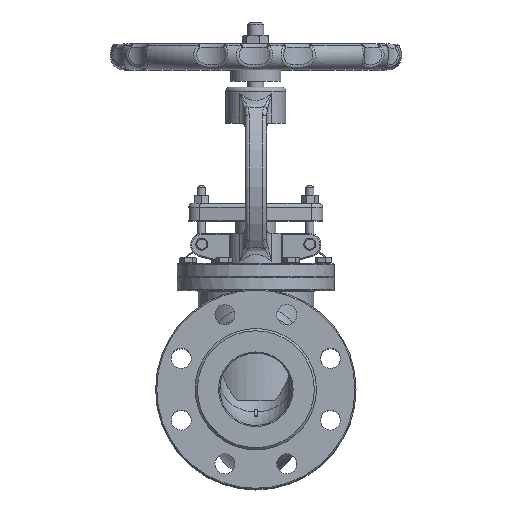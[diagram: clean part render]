
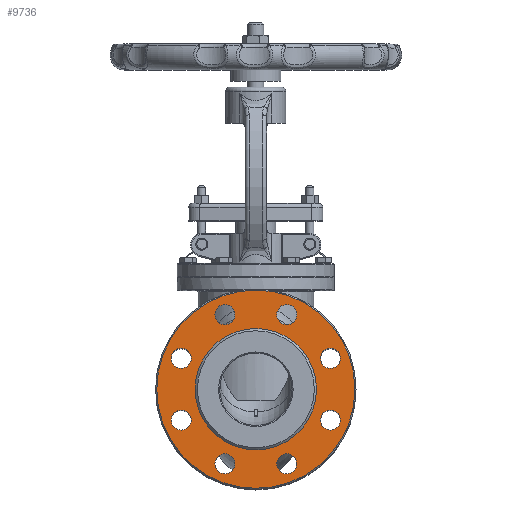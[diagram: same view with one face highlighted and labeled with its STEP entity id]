
A CAD part, top view. The second image highlights one B-rep face of the part: STEP entity #9736.
In plain terms, the highlighted planar face has unit normal (0, 0, 1).
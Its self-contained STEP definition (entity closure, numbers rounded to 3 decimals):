
#720=FACE_BOUND('',#2666,.T.);
#721=FACE_BOUND('',#2667,.T.);
#722=FACE_BOUND('',#2668,.T.);
#723=FACE_BOUND('',#2669,.T.);
#724=FACE_BOUND('',#2670,.T.);
#725=FACE_BOUND('',#2671,.T.);
#726=FACE_BOUND('',#2672,.T.);
#727=FACE_BOUND('',#2673,.T.);
#728=FACE_BOUND('',#2674,.T.);
#843=PLANE('',#10597);
#2009=FACE_OUTER_BOUND('',#2665,.T.);
#2665=EDGE_LOOP('',(#6953));
#2666=EDGE_LOOP('',(#6954));
#2667=EDGE_LOOP('',(#6955));
#2668=EDGE_LOOP('',(#6956));
#2669=EDGE_LOOP('',(#6957));
#2670=EDGE_LOOP('',(#6958));
#2671=EDGE_LOOP('',(#6959));
#2672=EDGE_LOOP('',(#6960));
#2673=EDGE_LOOP('',(#6961));
#2674=EDGE_LOOP('',(#6962));
#3318=CIRCLE('',#10596,89.);
#3319=CIRCLE('',#10598,54.5);
#3320=CIRCLE('',#10599,9.);
#3321=CIRCLE('',#10600,9.);
#3322=CIRCLE('',#10601,9.);
#3323=CIRCLE('',#10602,9.);
#3324=CIRCLE('',#10603,9.);
#3325=CIRCLE('',#10604,9.);
#3326=CIRCLE('',#10605,9.);
#3327=CIRCLE('',#10606,9.);
#4109=VERTEX_POINT('',#19235);
#4110=VERTEX_POINT('',#19239);
#4111=VERTEX_POINT('',#19241);
#4112=VERTEX_POINT('',#19243);
#4113=VERTEX_POINT('',#19245);
#4114=VERTEX_POINT('',#19247);
#4115=VERTEX_POINT('',#19249);
#4116=VERTEX_POINT('',#19251);
#4117=VERTEX_POINT('',#19253);
#4118=VERTEX_POINT('',#19255);
#5117=EDGE_CURVE('',#4109,#4109,#3318,.T.);
#5119=EDGE_CURVE('',#4110,#4110,#3319,.T.);
#5120=EDGE_CURVE('',#4111,#4111,#3320,.T.);
#5121=EDGE_CURVE('',#4112,#4112,#3321,.T.);
#5122=EDGE_CURVE('',#4113,#4113,#3322,.T.);
#5123=EDGE_CURVE('',#4114,#4114,#3323,.T.);
#5124=EDGE_CURVE('',#4115,#4115,#3324,.T.);
#5125=EDGE_CURVE('',#4116,#4116,#3325,.T.);
#5126=EDGE_CURVE('',#4117,#4117,#3326,.T.);
#5127=EDGE_CURVE('',#4118,#4118,#3327,.T.);
#6953=ORIENTED_EDGE('',*,*,#5117,.F.);
#6954=ORIENTED_EDGE('',*,*,#5119,.F.);
#6955=ORIENTED_EDGE('',*,*,#5120,.T.);
#6956=ORIENTED_EDGE('',*,*,#5121,.T.);
#6957=ORIENTED_EDGE('',*,*,#5122,.T.);
#6958=ORIENTED_EDGE('',*,*,#5123,.T.);
#6959=ORIENTED_EDGE('',*,*,#5124,.T.);
#6960=ORIENTED_EDGE('',*,*,#5125,.T.);
#6961=ORIENTED_EDGE('',*,*,#5126,.T.);
#6962=ORIENTED_EDGE('',*,*,#5127,.T.);
#9736=ADVANCED_FACE('',(#2009,#720,#721,#722,#723,#724,#725,#726,#727,#728),
#843,.T.);
#10596=AXIS2_PLACEMENT_3D('',#19236,#12180,#12181);
#10597=AXIS2_PLACEMENT_3D('',#19238,#12183,#12184);
#10598=AXIS2_PLACEMENT_3D('',#19240,#12185,#12186);
#10599=AXIS2_PLACEMENT_3D('',#19242,#12187,#12188);
#10600=AXIS2_PLACEMENT_3D('',#19244,#12189,#12190);
#10601=AXIS2_PLACEMENT_3D('',#19246,#12191,#12192);
#10602=AXIS2_PLACEMENT_3D('',#19248,#12193,#12194);
#10603=AXIS2_PLACEMENT_3D('',#19250,#12195,#12196);
#10604=AXIS2_PLACEMENT_3D('',#19252,#12197,#12198);
#10605=AXIS2_PLACEMENT_3D('',#19254,#12199,#12200);
#10606=AXIS2_PLACEMENT_3D('',#19256,#12201,#12202);
#12180=DIRECTION('center_axis',(0.,0.,-1.));
#12181=DIRECTION('ref_axis',(-1.,0.,0.));
#12183=DIRECTION('center_axis',(0.,0.,1.));
#12184=DIRECTION('ref_axis',(1.,0.,0.));
#12185=DIRECTION('center_axis',(0.,0.,1.));
#12186=DIRECTION('ref_axis',(-1.,0.,0.));
#12187=DIRECTION('center_axis',(0.,0.,-1.));
#12188=DIRECTION('ref_axis',(-1.,0.,0.));
#12189=DIRECTION('center_axis',(0.,0.,-1.));
#12190=DIRECTION('ref_axis',(-1.,0.,0.));
#12191=DIRECTION('center_axis',(0.,0.,-1.));
#12192=DIRECTION('ref_axis',(-1.,0.,0.));
#12193=DIRECTION('center_axis',(0.,0.,-1.));
#12194=DIRECTION('ref_axis',(-1.,0.,0.));
#12195=DIRECTION('center_axis',(0.,0.,-1.));
#12196=DIRECTION('ref_axis',(-1.,0.,0.));
#12197=DIRECTION('center_axis',(0.,0.,-1.));
#12198=DIRECTION('ref_axis',(-1.,0.,0.));
#12199=DIRECTION('center_axis',(0.,0.,-1.));
#12200=DIRECTION('ref_axis',(-1.,0.,0.));
#12201=DIRECTION('center_axis',(0.,0.,-1.));
#12202=DIRECTION('ref_axis',(-1.,0.,0.));
#19235=CARTESIAN_POINT('',(89.,0.,22.));
#19236=CARTESIAN_POINT('Origin',(0.,0.,22.));
#19238=CARTESIAN_POINT('Origin',(0.,0.,22.));
#19239=CARTESIAN_POINT('',(54.5,0.,22.));
#19240=CARTESIAN_POINT('Origin',(0.,0.,22.));
#19241=CARTESIAN_POINT('',(75.981,-27.745,22.));
#19242=CARTESIAN_POINT('Origin',(66.981,-27.745,22.));
#19243=CARTESIAN_POINT('',(75.981,27.745,22.));
#19244=CARTESIAN_POINT('Origin',(66.981,27.745,22.));
#19245=CARTESIAN_POINT('',(36.745,66.981,22.));
#19246=CARTESIAN_POINT('Origin',(27.745,66.981,22.));
#19247=CARTESIAN_POINT('',(-18.745,66.981,22.));
#19248=CARTESIAN_POINT('Origin',(-27.745,66.981,22.));
#19249=CARTESIAN_POINT('',(-57.981,27.745,22.));
#19250=CARTESIAN_POINT('Origin',(-66.981,27.745,22.));
#19251=CARTESIAN_POINT('',(-57.981,-27.745,22.));
#19252=CARTESIAN_POINT('Origin',(-66.981,-27.745,22.));
#19253=CARTESIAN_POINT('',(-18.745,-66.981,22.));
#19254=CARTESIAN_POINT('Origin',(-27.745,-66.981,22.));
#19255=CARTESIAN_POINT('',(36.745,-66.981,22.));
#19256=CARTESIAN_POINT('Origin',(27.745,-66.981,22.));
